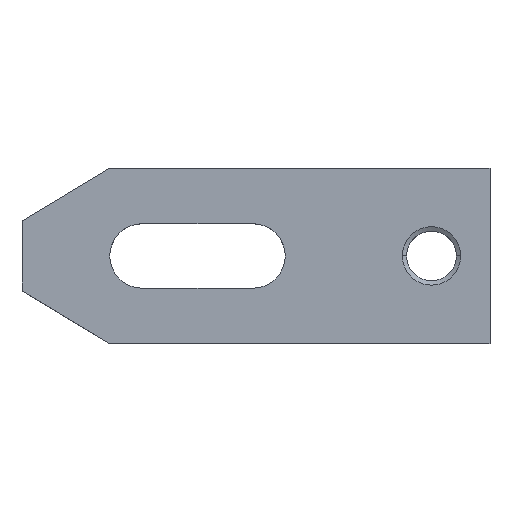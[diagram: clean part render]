
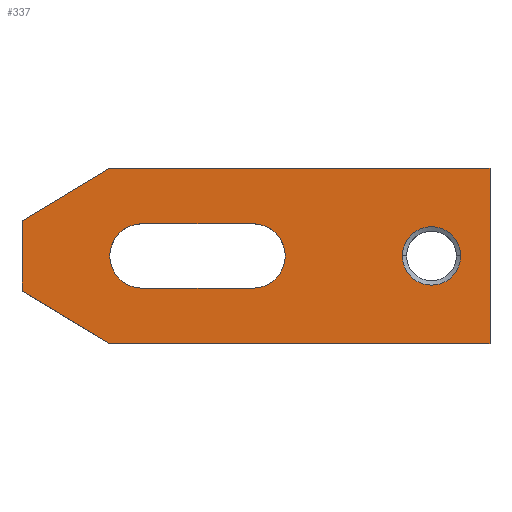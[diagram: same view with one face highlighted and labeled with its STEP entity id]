
A CAD part, top view. The second image highlights one B-rep face of the part: STEP entity #337.
In plain terms, the highlighted planar face has unit normal (0, 0, 1).
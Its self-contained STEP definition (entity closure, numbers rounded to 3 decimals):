
#241=EDGE_CURVE('',#279,#311,#664,.T.);
#279=VERTEX_POINT('',#704);
#281=EDGE_CURVE('',#575,#279,#706,.T.);
#285=EDGE_CURVE('',#311,#485,#710,.T.);
#297=EDGE_CURVE('',#503,#341,#723,.T.);
#307=EDGE_CURVE('',#343,#319,#734,.T.);
#309=EDGE_CURVE('',#319,#381,#736,.T.);
#311=VERTEX_POINT('',#738);
#319=VERTEX_POINT('',#746);
#337=ADVANCED_FACE('',(#767,#768,#769),#770,.T.);
#341=VERTEX_POINT('',#775);
#343=VERTEX_POINT('',#777);
#345=EDGE_CURVE('',#385,#343,#779,.T.);
#355=EDGE_CURVE('',#381,#385,#789,.T.);
#381=VERTEX_POINT('',#816);
#383=EDGE_CURVE('',#341,#503,#818,.T.);
#385=VERTEX_POINT('',#820);
#397=EDGE_CURVE('',#477,#405,#833,.T.);
#405=VERTEX_POINT('',#841);
#473=EDGE_CURVE('',#485,#477,#917,.T.);
#477=VERTEX_POINT('',#921);
#485=VERTEX_POINT('',#929);
#503=VERTEX_POINT('',#950);
#575=VERTEX_POINT('',#1033);
#607=EDGE_CURVE('',#405,#575,#1066,.T.);
#664=LINE('',#1127,#1128);
#704=CARTESIAN_POINT('',(80.0,15.0,15.0));
#706=LINE('',#1185,#1186);
#710=LINE('',#1191,#1192);
#723=CIRCLE('',#1214,5.0);
#734=CIRCLE('',#1230,5.5);
#736=LINE('',#1233,#1234);
#738=CARTESIAN_POINT('',(80.0,-15.0,15.0));
#746=CARTESIAN_POINT('',(39.5,-5.5,15.0));
#767=FACE_BOUND('',#1275,.T.);
#768=FACE_BOUND('',#1276,.T.);
#769=FACE_OUTER_BOUND('',#1277,.T.);
#770=PLANE('',#1278);
#775=CARTESIAN_POINT('',(75.0,0.,15.0));
#777=CARTESIAN_POINT('',(39.5,5.5,15.0));
#779=LINE('',#1288,#1289);
#789=CIRCLE('',#1306,5.5);
#816=CARTESIAN_POINT('',(20.5,-5.5,15.0));
#818=CIRCLE('',#1352,5.0);
#820=CARTESIAN_POINT('',(20.5,5.5,15.0));
#833=LINE('',#1372,#1373);
#841=CARTESIAN_POINT('',(0.0,6.,15.0));
#917=LINE('',#1493,#1494);
#921=CARTESIAN_POINT('',(0.0,-6.,15.0));
#929=CARTESIAN_POINT('',(15.0,-15.0,15.0));
#950=CARTESIAN_POINT('',(65.0,0.,15.0));
#1033=CARTESIAN_POINT('',(15.0,15.0,15.0));
#1066=LINE('',#1694,#1695);
#1127=CARTESIAN_POINT('',(80.0,-15.0,15.0));
#1128=VECTOR('',#1748,1.0);
#1185=CARTESIAN_POINT('',(80.0,15.0,15.0));
#1186=VECTOR('',#1780,1.0);
#1191=CARTESIAN_POINT('',(15.0,-15.0,15.0));
#1192=VECTOR('',#1781,1.0);
#1214=AXIS2_PLACEMENT_3D('',#1794,#1795,#1796);
#1230=AXIS2_PLACEMENT_3D('',#1811,#1812,#1813);
#1233=CARTESIAN_POINT('',(41.098,-5.5,15.0));
#1234=VECTOR('',#1814,1.0);
#1275=EDGE_LOOP('',(#1847,#1848));
#1276=EDGE_LOOP('',(#1849,#1850,#1851,#1852));
#1277=EDGE_LOOP('',(#1853,#1854,#1855,#1856,#1857,#1858));
#1278=AXIS2_PLACEMENT_3D('',#1859,#1860,#1861);
#1288=CARTESIAN_POINT('',(31.598,5.5,15.0));
#1289=VECTOR('',#1872,1.0);
#1306=AXIS2_PLACEMENT_3D('',#1876,#1877,#1878);
#1352=AXIS2_PLACEMENT_3D('',#1900,#1901,#1902);
#1372=CARTESIAN_POINT('',(0.0,6.,15.0));
#1373=VECTOR('',#1917,1.0);
#1493=CARTESIAN_POINT('',(0.0,-6.,15.0));
#1494=VECTOR('',#2007,1.0);
#1694=CARTESIAN_POINT('',(15.0,15.0,15.0));
#1695=VECTOR('',#2172,1.0);
#1748=DIRECTION('',(0.0,-1.0,0.0));
#1780=DIRECTION('',(1.0,0.0,0.0));
#1781=DIRECTION('',(-1.0,0.0,0.0));
#1794=CARTESIAN_POINT('',(70.0,0.0,15.0));
#1795=DIRECTION('',(0.0,0.0,-1.0));
#1796=DIRECTION('',(-1.0,0.,0.0));
#1811=CARTESIAN_POINT('',(39.5,0.0,15.0));
#1812=DIRECTION('',(0.0,0.0,-1.0));
#1813=DIRECTION('',(0.0,1.0,0.0));
#1814=DIRECTION('',(-1.0,0.0,0.0));
#1847=ORIENTED_EDGE('',*,*,#297,.T.);
#1848=ORIENTED_EDGE('',*,*,#383,.T.);
#1849=ORIENTED_EDGE('',*,*,#355,.T.);
#1850=ORIENTED_EDGE('',*,*,#345,.T.);
#1851=ORIENTED_EDGE('',*,*,#307,.T.);
#1852=ORIENTED_EDGE('',*,*,#309,.T.);
#1853=ORIENTED_EDGE('',*,*,#285,.F.);
#1854=ORIENTED_EDGE('',*,*,#241,.F.);
#1855=ORIENTED_EDGE('',*,*,#281,.F.);
#1856=ORIENTED_EDGE('',*,*,#607,.F.);
#1857=ORIENTED_EDGE('',*,*,#397,.F.);
#1858=ORIENTED_EDGE('',*,*,#473,.F.);
#1859=CARTESIAN_POINT('',(42.696,0.,15.0));
#1860=DIRECTION('',(0.0,0.0,1.0));
#1861=DIRECTION('',(1.0,0.0,0.0));
#1872=DIRECTION('',(1.0,0.0,0.0));
#1876=CARTESIAN_POINT('',(20.5,0.0,15.0));
#1877=DIRECTION('',(0.0,0.0,-1.0));
#1878=DIRECTION('',(0.0,-1.0,0.0));
#1900=CARTESIAN_POINT('',(70.0,0.0,15.0));
#1901=DIRECTION('',(0.0,0.0,-1.0));
#1902=DIRECTION('',(-1.0,0.,0.0));
#1917=DIRECTION('',(0.0,1.0,0.0));
#2007=DIRECTION('',(-0.857,0.514,0.0));
#2172=DIRECTION('',(0.857,0.514,0.0));
